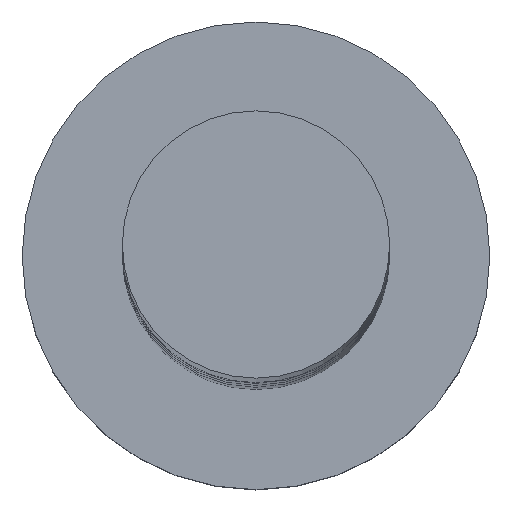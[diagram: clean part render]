
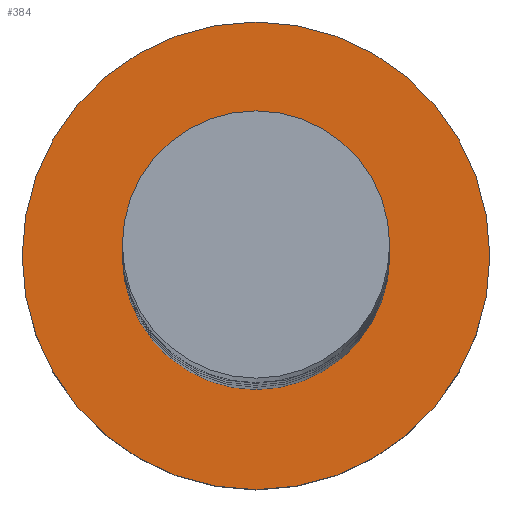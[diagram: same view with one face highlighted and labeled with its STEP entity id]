
A CAD part, top view. The second image highlights one B-rep face of the part: STEP entity #384.
In plain terms, the highlighted planar face has unit normal (0, 0, 1).
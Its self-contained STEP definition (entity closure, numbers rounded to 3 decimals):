
#33 = VERTEX_POINT ( 'NONE', #332 ) ;
#41 = CARTESIAN_POINT ( 'NONE',  ( 4., 0., 5. ) ) ;
#115 = AXIS2_PLACEMENT_3D ( 'NONE', #1479, #947, #1590 ) ;
#120 = CARTESIAN_POINT ( 'NONE',  ( 0., 0., 5. ) ) ;
#275 = AXIS2_PLACEMENT_3D ( 'NONE', #120, #1226, #531 ) ;
#278 = DIRECTION ( 'NONE',  ( 0., 0., 1. ) ) ;
#332 = CARTESIAN_POINT ( 'NONE',  ( 7., 0., 5. ) ) ;
#384 = ADVANCED_FACE ( 'NONE', ( #1448, #657 ), #1666, .T. ) ;
#408 = CARTESIAN_POINT ( 'NONE',  ( -4., 0., 5. ) ) ;
#432 = AXIS2_PLACEMENT_3D ( 'NONE', #1106, #278, #1425 ) ;
#487 = DIRECTION ( 'NONE',  ( 0., 0., 1. ) ) ;
#502 = EDGE_CURVE ( 'NONE', #1379, #925, #1070, .T. ) ;
#531 = DIRECTION ( 'NONE',  ( 1., 0., 0. ) ) ;
#624 = ORIENTED_EDGE ( 'NONE', *, *, #1736, .T. ) ;
#657 = FACE_OUTER_BOUND ( 'NONE', #733, .T. ) ;
#702 = DIRECTION ( 'NONE',  ( 1., 0., 0. ) ) ;
#733 = EDGE_LOOP ( 'NONE', ( #994, #624 ) ) ;
#761 = CIRCLE ( 'NONE', #432, 7. ) ;
#925 = VERTEX_POINT ( 'NONE', #408 ) ;
#947 = DIRECTION ( 'NONE',  ( 0., 0., 1. ) ) ;
#967 = AXIS2_PLACEMENT_3D ( 'NONE', #1045, #1225, #702 ) ;
#994 = ORIENTED_EDGE ( 'NONE', *, *, #1275, .T. ) ;
#1011 = VERTEX_POINT ( 'NONE', #1702 ) ;
#1045 = CARTESIAN_POINT ( 'NONE',  ( 0., 0., 5. ) ) ;
#1070 = CIRCLE ( 'NONE', #275, 4. ) ;
#1106 = CARTESIAN_POINT ( 'NONE',  ( 0., 0., 5. ) ) ;
#1120 = EDGE_LOOP ( 'NONE', ( #1682, #1663 ) ) ;
#1176 = AXIS2_PLACEMENT_3D ( 'NONE', #1292, #487, #1654 ) ;
#1225 = DIRECTION ( 'NONE',  ( 0., 0., 1. ) ) ;
#1226 = DIRECTION ( 'NONE',  ( 0., 0., 1. ) ) ;
#1275 = EDGE_CURVE ( 'NONE', #1011, #33, #1742, .T. ) ;
#1292 = CARTESIAN_POINT ( 'NONE',  ( 0., 0., 5. ) ) ;
#1379 = VERTEX_POINT ( 'NONE', #41 ) ;
#1397 = EDGE_CURVE ( 'NONE', #925, #1379, #1672, .T. ) ;
#1425 = DIRECTION ( 'NONE',  ( 1., 0., 0. ) ) ;
#1448 = FACE_BOUND ( 'NONE', #1120, .T. ) ;
#1479 = CARTESIAN_POINT ( 'NONE',  ( 0., 0., 5. ) ) ;
#1590 = DIRECTION ( 'NONE',  ( 1., 0., 0. ) ) ;
#1654 = DIRECTION ( 'NONE',  ( 1., 0., 0. ) ) ;
#1663 = ORIENTED_EDGE ( 'NONE', *, *, #502, .F. ) ;
#1666 = PLANE ( 'NONE',  #115 ) ;
#1672 = CIRCLE ( 'NONE', #967, 4. ) ;
#1682 = ORIENTED_EDGE ( 'NONE', *, *, #1397, .F. ) ;
#1702 = CARTESIAN_POINT ( 'NONE',  ( -7., 0., 5. ) ) ;
#1736 = EDGE_CURVE ( 'NONE', #33, #1011, #761, .T. ) ;
#1742 = CIRCLE ( 'NONE', #1176, 7. ) ;
